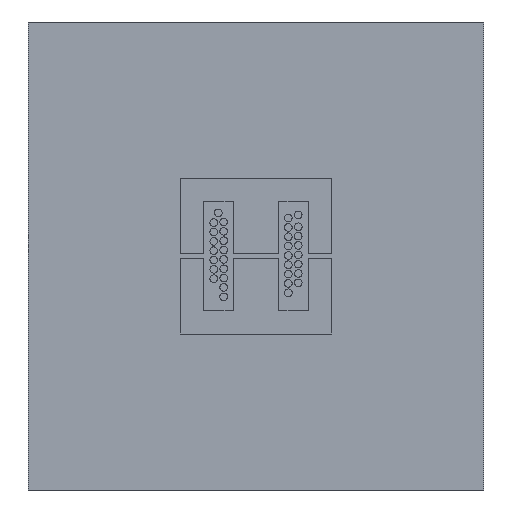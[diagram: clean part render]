
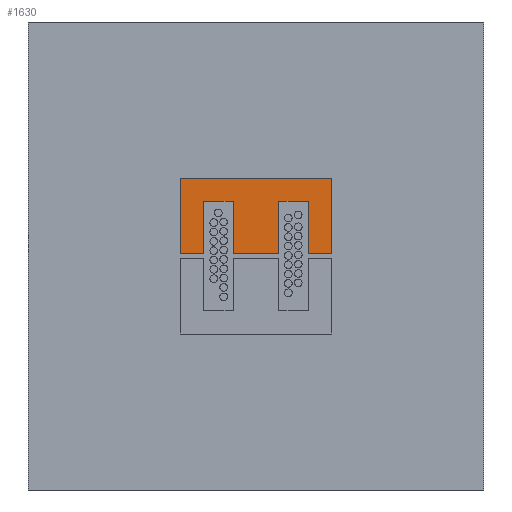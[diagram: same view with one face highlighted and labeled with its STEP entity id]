
A CAD part, left-side view. The second image highlights one B-rep face of the part: STEP entity #1630.
In plain terms, the highlighted planar face has unit normal (1, 0, 0).
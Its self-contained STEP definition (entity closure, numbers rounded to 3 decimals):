
#1630 = ADVANCED_FACE('',(#1631),#1729,.T.);
#1631 = FACE_BOUND('',#1632,.T.);
#1632 = EDGE_LOOP('',(#1633,#1643,#1651,#1659,#1667,#1675,#1683,#1691,
    #1699,#1707,#1715,#1723));
#1633 = ORIENTED_EDGE('',*,*,#1634,.F.);
#1634 = EDGE_CURVE('',#1635,#1637,#1639,.T.);
#1635 = VERTEX_POINT('',#1636);
#1636 = CARTESIAN_POINT('',(-6.,-32.575,33.503));
#1637 = VERTEX_POINT('',#1638);
#1638 = CARTESIAN_POINT('',(-6.,32.575,33.503));
#1639 = LINE('',#1640,#1641);
#1640 = CARTESIAN_POINT('',(-6.,-50.5,33.503));
#1641 = VECTOR('',#1642,1.);
#1642 = DIRECTION('',(-0.,1.,0.));
#1643 = ORIENTED_EDGE('',*,*,#1644,.T.);
#1644 = EDGE_CURVE('',#1635,#1645,#1647,.T.);
#1645 = VERTEX_POINT('',#1646);
#1646 = CARTESIAN_POINT('',(-6.,-32.575,1.003));
#1647 = LINE('',#1648,#1649);
#1648 = CARTESIAN_POINT('',(-6.,-32.575,69.251));
#1649 = VECTOR('',#1650,1.);
#1650 = DIRECTION('',(0.,0.,-1.));
#1651 = ORIENTED_EDGE('',*,*,#1652,.T.);
#1652 = EDGE_CURVE('',#1645,#1653,#1655,.T.);
#1653 = VERTEX_POINT('',#1654);
#1654 = CARTESIAN_POINT('',(-6.,-22.475,1.003));
#1655 = LINE('',#1656,#1657);
#1656 = CARTESIAN_POINT('',(-6.,-50.5,1.003));
#1657 = VECTOR('',#1658,1.);
#1658 = DIRECTION('',(-0.,1.,0.));
#1659 = ORIENTED_EDGE('',*,*,#1660,.F.);
#1660 = EDGE_CURVE('',#1661,#1653,#1663,.T.);
#1661 = VERTEX_POINT('',#1662);
#1662 = CARTESIAN_POINT('',(-6.,-22.475,23.603));
#1663 = LINE('',#1664,#1665);
#1664 = CARTESIAN_POINT('',(-6.,-22.475,64.301));
#1665 = VECTOR('',#1666,1.);
#1666 = DIRECTION('',(0.,0.,-1.));
#1667 = ORIENTED_EDGE('',*,*,#1668,.T.);
#1668 = EDGE_CURVE('',#1661,#1669,#1671,.T.);
#1669 = VERTEX_POINT('',#1670);
#1670 = CARTESIAN_POINT('',(-6.,-9.825,23.603));
#1671 = LINE('',#1672,#1673);
#1672 = CARTESIAN_POINT('',(-6.,-39.263,23.603));
#1673 = VECTOR('',#1674,1.);
#1674 = DIRECTION('',(-0.,1.,0.));
#1675 = ORIENTED_EDGE('',*,*,#1676,.T.);
#1676 = EDGE_CURVE('',#1669,#1677,#1679,.T.);
#1677 = VERTEX_POINT('',#1678);
#1678 = CARTESIAN_POINT('',(-6.,-9.825,1.003));
#1679 = LINE('',#1680,#1681);
#1680 = CARTESIAN_POINT('',(-6.,-9.825,64.301));
#1681 = VECTOR('',#1682,1.);
#1682 = DIRECTION('',(0.,0.,-1.));
#1683 = ORIENTED_EDGE('',*,*,#1684,.T.);
#1684 = EDGE_CURVE('',#1677,#1685,#1687,.T.);
#1685 = VERTEX_POINT('',#1686);
#1686 = CARTESIAN_POINT('',(-6.,9.825,1.003));
#1687 = LINE('',#1688,#1689);
#1688 = CARTESIAN_POINT('',(-6.,-50.5,1.003));
#1689 = VECTOR('',#1690,1.);
#1690 = DIRECTION('',(-0.,1.,0.));
#1691 = ORIENTED_EDGE('',*,*,#1692,.F.);
#1692 = EDGE_CURVE('',#1693,#1685,#1695,.T.);
#1693 = VERTEX_POINT('',#1694);
#1694 = CARTESIAN_POINT('',(-6.,9.825,23.603));
#1695 = LINE('',#1696,#1697);
#1696 = CARTESIAN_POINT('',(-6.,9.825,64.301));
#1697 = VECTOR('',#1698,1.);
#1698 = DIRECTION('',(0.,0.,-1.));
#1699 = ORIENTED_EDGE('',*,*,#1700,.T.);
#1700 = EDGE_CURVE('',#1693,#1701,#1703,.T.);
#1701 = VERTEX_POINT('',#1702);
#1702 = CARTESIAN_POINT('',(-6.,22.475,23.603));
#1703 = LINE('',#1704,#1705);
#1704 = CARTESIAN_POINT('',(-6.,-39.263,23.603));
#1705 = VECTOR('',#1706,1.);
#1706 = DIRECTION('',(-0.,1.,0.));
#1707 = ORIENTED_EDGE('',*,*,#1708,.T.);
#1708 = EDGE_CURVE('',#1701,#1709,#1711,.T.);
#1709 = VERTEX_POINT('',#1710);
#1710 = CARTESIAN_POINT('',(-6.,22.475,1.003));
#1711 = LINE('',#1712,#1713);
#1712 = CARTESIAN_POINT('',(-6.,22.475,64.301));
#1713 = VECTOR('',#1714,1.);
#1714 = DIRECTION('',(0.,0.,-1.));
#1715 = ORIENTED_EDGE('',*,*,#1716,.T.);
#1716 = EDGE_CURVE('',#1709,#1717,#1719,.T.);
#1717 = VERTEX_POINT('',#1718);
#1718 = CARTESIAN_POINT('',(-6.,32.575,1.003));
#1719 = LINE('',#1720,#1721);
#1720 = CARTESIAN_POINT('',(-6.,-50.5,1.003));
#1721 = VECTOR('',#1722,1.);
#1722 = DIRECTION('',(-0.,1.,0.));
#1723 = ORIENTED_EDGE('',*,*,#1724,.T.);
#1724 = EDGE_CURVE('',#1717,#1637,#1725,.T.);
#1725 = LINE('',#1726,#1727);
#1726 = CARTESIAN_POINT('',(-6.,32.575,69.251));
#1727 = VECTOR('',#1728,1.);
#1728 = DIRECTION('',(0.,0.,1.));
#1729 = PLANE('',#1730);
#1730 = AXIS2_PLACEMENT_3D('',#1731,#1732,#1733);
#1731 = CARTESIAN_POINT('',(-6.,-101.,105.));
#1732 = DIRECTION('',(1.,0.,0.));
#1733 = DIRECTION('',(0.,0.,-1.));
